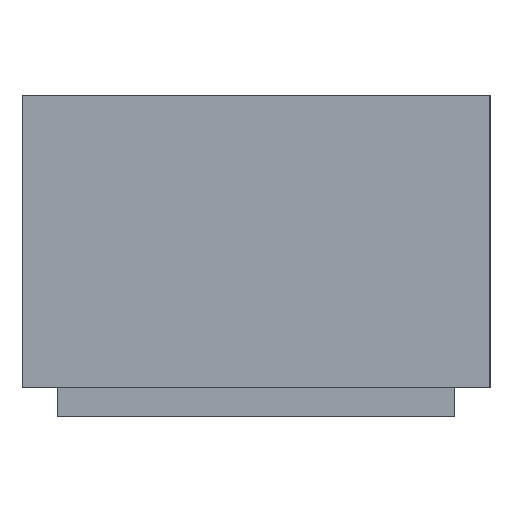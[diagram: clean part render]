
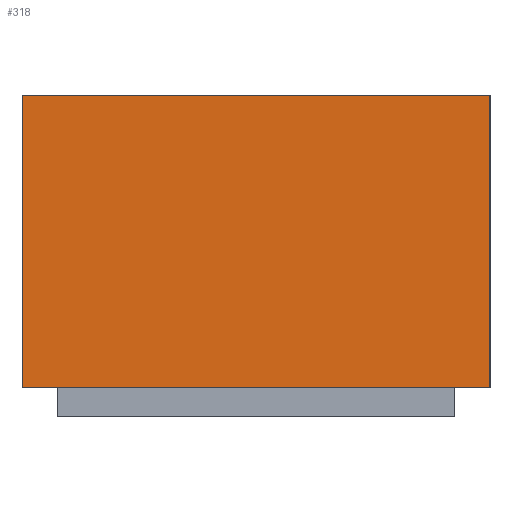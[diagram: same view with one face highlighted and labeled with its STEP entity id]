
A CAD part, left-side view. The second image highlights one B-rep face of the part: STEP entity #318.
In plain terms, the highlighted planar face has unit normal (-1, 0, 0).
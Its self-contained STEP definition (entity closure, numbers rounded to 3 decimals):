
#18 = FACE_OUTER_BOUND ( 'NONE', #729, .T. ) ;
#74 = VECTOR ( 'NONE', #134, 1000. ) ;
#75 = EDGE_CURVE ( 'NONE', #749, #658, #205, .T. ) ;
#94 = CARTESIAN_POINT ( 'NONE',  ( -0.915, 0.4, 0.05 ) ) ;
#134 = DIRECTION ( 'NONE',  ( 0., 0., -1. ) ) ;
#148 = ORIENTED_EDGE ( 'NONE', *, *, #75, .T. ) ;
#171 = EDGE_CURVE ( 'NONE', #762, #749, #298, .T. ) ;
#199 = DIRECTION ( 'NONE',  ( 0., -1., 0. ) ) ;
#205 = LINE ( 'NONE', #784, #345 ) ;
#209 = EDGE_CURVE ( 'NONE', #250, #658, #253, .T. ) ;
#224 = DIRECTION ( 'NONE',  ( 0., 1., 0. ) ) ;
#240 = EDGE_CURVE ( 'NONE', #762, #250, #489, .T. ) ;
#250 = VERTEX_POINT ( 'NONE', #709 ) ;
#253 = LINE ( 'NONE', #832, #74 ) ;
#283 = VECTOR ( 'NONE', #199, 1000. ) ;
#298 = LINE ( 'NONE', #885, #899 ) ;
#318 = ADVANCED_FACE ( 'NONE', ( #18 ), #504, .F. ) ;
#345 = VECTOR ( 'NONE', #488, 1000. ) ;
#376 = ORIENTED_EDGE ( 'NONE', *, *, #171, .T. ) ;
#488 = DIRECTION ( 'NONE',  ( 0., -1., 0. ) ) ;
#489 = LINE ( 'NONE', #612, #283 ) ;
#493 = ORIENTED_EDGE ( 'NONE', *, *, #209, .F. ) ;
#504 = PLANE ( 'NONE',  #917 ) ;
#572 = DIRECTION ( 'NONE',  ( 1., 0., 0. ) ) ;
#612 = CARTESIAN_POINT ( 'NONE',  ( -0.915, 0.4, 0.55 ) ) ;
#641 = CARTESIAN_POINT ( 'NONE',  ( -0.915, 0.4, 0.55 ) ) ;
#658 = VERTEX_POINT ( 'NONE', #812 ) ;
#693 = DIRECTION ( 'NONE',  ( 0., 0., -1. ) ) ;
#709 = CARTESIAN_POINT ( 'NONE',  ( -0.915, -0.4, 0.55 ) ) ;
#717 = CARTESIAN_POINT ( 'NONE',  ( -0.915, 0.4, 0.55 ) ) ;
#729 = EDGE_LOOP ( 'NONE', ( #148, #493, #889, #376 ) ) ;
#749 = VERTEX_POINT ( 'NONE', #94 ) ;
#762 = VERTEX_POINT ( 'NONE', #717 ) ;
#784 = CARTESIAN_POINT ( 'NONE',  ( -0.915, 0.4, 0.05 ) ) ;
#812 = CARTESIAN_POINT ( 'NONE',  ( -0.915, -0.4, 0.05 ) ) ;
#832 = CARTESIAN_POINT ( 'NONE',  ( -0.915, -0.4, 0.55 ) ) ;
#885 = CARTESIAN_POINT ( 'NONE',  ( -0.915, 0.4, 0.55 ) ) ;
#889 = ORIENTED_EDGE ( 'NONE', *, *, #240, .F. ) ;
#899 = VECTOR ( 'NONE', #693, 1000. ) ;
#917 = AXIS2_PLACEMENT_3D ( 'NONE', #641, #572, #224 ) ;
